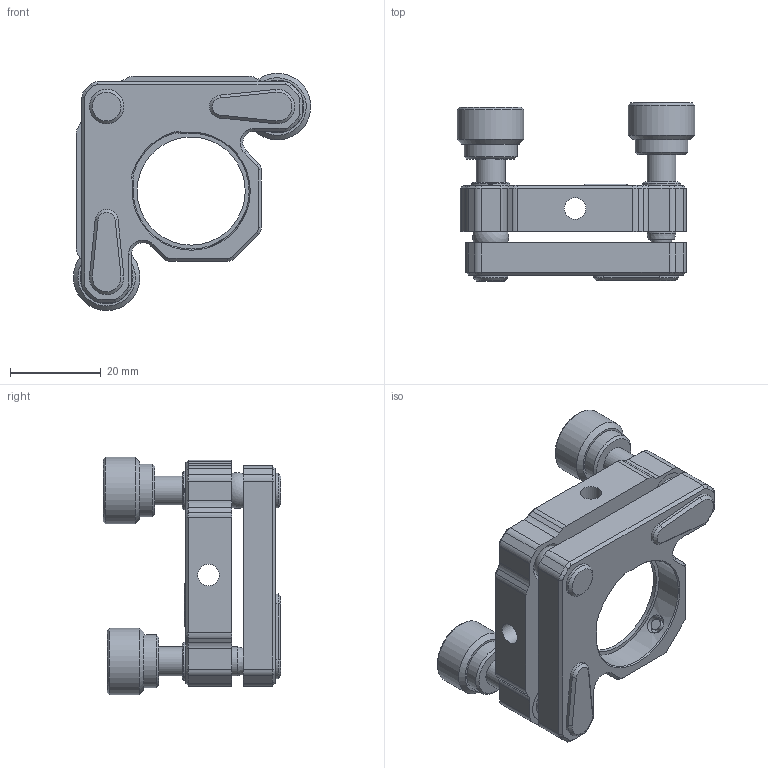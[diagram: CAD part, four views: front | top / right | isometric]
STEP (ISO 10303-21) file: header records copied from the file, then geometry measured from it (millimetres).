
FILE_DESCRIPTION(/* description */ ('STEP AP214'),/* implementation_level */ '2;1');
FILE_NAME(/* name */ '00_KM100-Step.ipt.step',/* time_stamp */ '2022-11-29T07:42:39+01:00',/* author */ (''),/* organization */ (''),/* preprocessor_version */ 'ST-DEVELOPER v18.1',/* originating_system */ 'Autodesk Inventor 2022',/* authorisation */ '');
FILE_SCHEMA (('AUTOMOTIVE_DESIGN { 1 0 10303 214 3 1 1 }'));
Length unit declared in the file: inch
Products named in the file (1): 00_KM100-Step
Bounding box: 52.43 x 39.31 x 52.43 mm (x, y, z)
Volume: 20647.8 mm3; surface area: 14705.7 mm2
Topology: 17 solids, 17 shells, 607 faces, 1460 edges, 936 vertices
Faces by surface type: plane 329, cylinder 111, cone 89, bspline 74, sphere 3, torus 1
Full cylindrical faces by diameter (mm): 1.587 x2, 2.032 x2, 2.381 x1, 2.705 x2, 3.175 x2, 3.505 x2, 3.81 x2, 4.166 x2, 4.762 x3, 4.775 x2, 5.08 x2, 5.105 x2, 6.337 x1, 6.35 x7, 6.477 x1, 7.112 x2, 7.62 x1, 7.938 x3, 8.509 x4, 8.636 x2, 8.712 x2, 9.144 x2, 9.271 x2, 11.684 x2, 14.732 x2, 23.876 x1
Entity records: 22270 total; most frequent: CARTESIAN_POINT 7704, ORIENTED_EDGE 2888, DIRECTION 2694, EDGE_CURVE 1444, VERTEX_POINT 936, LINE 928, VECTOR 928, AXIS2_PLACEMENT_3D 883
